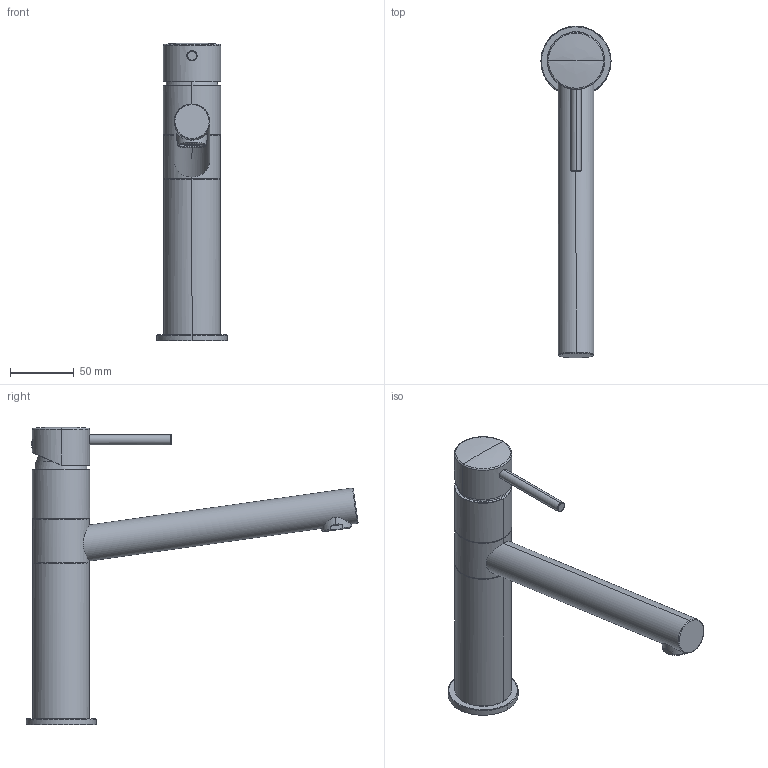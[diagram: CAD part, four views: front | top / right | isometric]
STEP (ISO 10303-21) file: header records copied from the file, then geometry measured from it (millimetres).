
FILE_DESCRIPTION(/* description */ (''),/* implementation_level */ '2;1');
FILE_NAME(/* name */ 'STEP - 164770500_28926',/* time_stamp */ '2025-10-23T11:55:45+11:00',/* author */ (''),/* organization */ (''),/* preprocessor_version */ 'ST-DEVELOPER v16.5',/* originating_system */ 'Rhino 7.37',/* authorisation */ '');
FILE_SCHEMA (('AUTOMOTIVE_DESIGN'));
Length unit declared in the file: millimetre
Products named in the file (1): Document
Bounding box: 54.99 x 260.7 x 233.95 mm (x, y, z)
Volume: 158331.7 mm3; surface area: 168722 mm2
Topology: 27 solids, 29 shells, 2611 faces, 7100 edges, 4642 vertices
Faces by surface type: plane 1228, cylinder 1096, bspline 287
Entity records: 93010 total; most frequent: CARTESIAN_POINT 45824, ORIENTED_EDGE 14140, EDGE_CURVE 7072, B_SPLINE_CURVE_WITH_KNOTS 5055, VERTEX_POINT 4642, EDGE_LOOP 3290, ADVANCED_FACE 2611, FACE_OUTER_BOUND 2611
